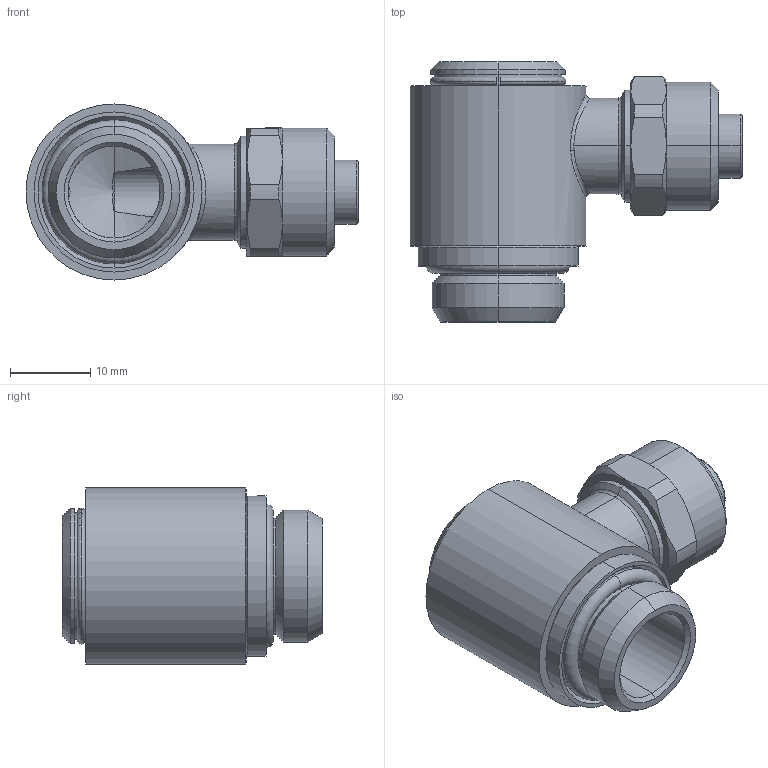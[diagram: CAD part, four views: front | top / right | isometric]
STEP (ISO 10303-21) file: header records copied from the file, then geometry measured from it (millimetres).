
FILE_DESCRIPTION (( 'STEP AP203' ), '1' );
FILE_NAME ('02200053.STEP', '2011-10-03T13:27:23', ( '' ), ( 'sopra-pneumatic' ), 'SwSTEP 2.0', 'SolidWorks 2011', '' );
FILE_SCHEMA (( 'CONFIG_CONTROL_DESIGN' ));
Length unit declared in the file: millimetre
Products named in the file (1): 02200053
Bounding box: 41.5 x 32.5 x 22 mm (x, y, z)
Volume: 10045.9 mm3; surface area: 5926 mm2
Topology: 3 solids, 3 shells, 121 faces, 265 edges, 157 vertices
Faces by surface type: cone 40, cylinder 37, plane 32, torus 10, bspline 2
Entity records: 3974 total; most frequent: CARTESIAN_POINT 1247, DIRECTION 586, ORIENTED_EDGE 526, EDGE_CURVE 263, AXIS2_PLACEMENT_3D 247, VERTEX_POINT 157, EDGE_LOOP 134, CIRCLE 127
